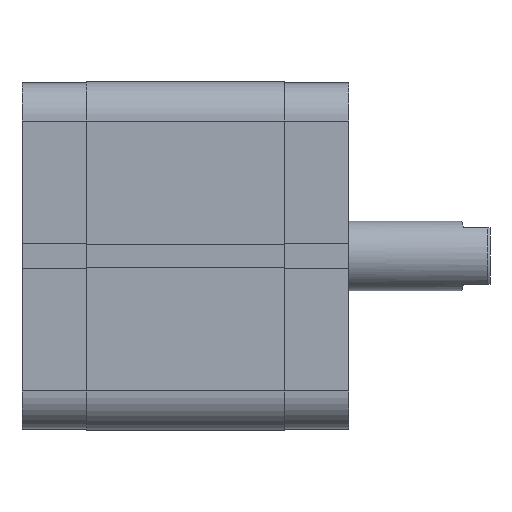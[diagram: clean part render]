
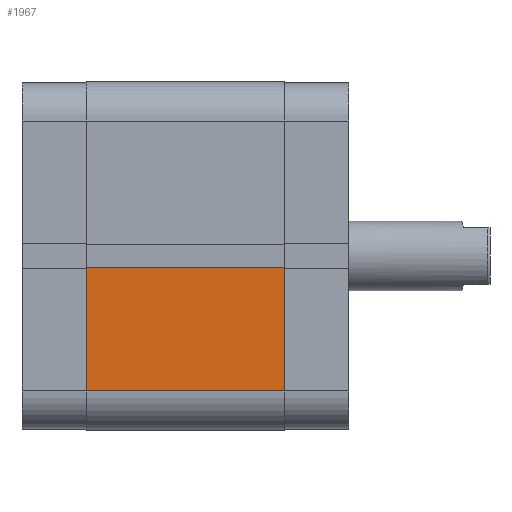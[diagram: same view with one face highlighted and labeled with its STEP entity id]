
A CAD part, front view. The second image highlights one B-rep face of the part: STEP entity #1967.
In plain terms, the highlighted planar face has unit normal (0, -1, 0).
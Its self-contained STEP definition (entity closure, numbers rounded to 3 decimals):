
#159 = EDGE_CURVE ( 'NONE', #625, #633, #5295, .T. ) ;
#160 = EDGE_CURVE ( 'NONE', #625, #624, #5297, .T. ) ;
#163 = EDGE_CURVE ( 'NONE', #633, #679, #5303, .T. ) ;
#164 = EDGE_CURVE ( 'NONE', #624, #679, #5301, .T. ) ;
#624 = VERTEX_POINT ( 'NONE', #2228 ) ;
#625 = VERTEX_POINT ( 'NONE', #2229 ) ;
#633 = VERTEX_POINT ( 'NONE', #2237 ) ;
#679 = VERTEX_POINT ( 'NONE', #2283 ) ;
#1153 = CARTESIAN_POINT ( 'NONE',  ( 0., -40., 45.5 ) ) ;
#1154 = DIRECTION ( 'NONE',  ( 1., 0., 0. ) ) ;
#1155 = CARTESIAN_POINT ( 'NONE',  ( 0., -40., 0. ) ) ;
#1156 = CARTESIAN_POINT ( 'NONE',  ( -31., -40., 45.5 ) ) ;
#1157 = DIRECTION ( 'NONE',  ( 0., 0., -1. ) ) ;
#1163 = CARTESIAN_POINT ( 'NONE',  ( -2.6, -40., 45.5 ) ) ;
#1164 = DIRECTION ( 'NONE',  ( 0., 0., -1. ) ) ;
#1166 = DIRECTION ( 'NONE',  ( 1., 0., 0. ) ) ;
#1967 = ADVANCED_FACE ( 'NONE', ( #3717 ), #2528, .F. ) ;
#2228 = CARTESIAN_POINT ( 'NONE',  ( -31., -40., 0. ) ) ;
#2229 = CARTESIAN_POINT ( 'NONE',  ( -31., -40., 45.5 ) ) ;
#2237 = CARTESIAN_POINT ( 'NONE',  ( -2.6, -40., 45.5 ) ) ;
#2283 = CARTESIAN_POINT ( 'NONE',  ( -2.6, -40., 0. ) ) ;
#2527 = CARTESIAN_POINT ( 'NONE',  ( 0., -40., 45.5 ) ) ;
#2528 = PLANE ( 'NONE',  #6429 ) ;
#2530 = DIRECTION ( 'NONE',  ( 0., 1., 0. ) ) ;
#2531 = DIRECTION ( 'NONE',  ( 0., 0., 1. ) ) ;
#3459 = ORIENTED_EDGE ( 'NONE', *, *, #160, .T. ) ;
#3465 = ORIENTED_EDGE ( 'NONE', *, *, #163, .F. ) ;
#3493 = ORIENTED_EDGE ( 'NONE', *, *, #164, .T. ) ;
#3503 = ORIENTED_EDGE ( 'NONE', *, *, #159, .F. ) ;
#3624 = EDGE_LOOP ( 'NONE', ( #3493, #3465, #3503, #3459 ) ) ;
#3717 = FACE_OUTER_BOUND ( 'NONE', #3624, .T. ) ;
#5295 = LINE ( 'NONE', #1153, #5296 ) ;
#5296 = VECTOR ( 'NONE', #1154, 1000. ) ;
#5297 = LINE ( 'NONE', #1156, #5298 ) ;
#5298 = VECTOR ( 'NONE', #1157, 1000. ) ;
#5301 = LINE ( 'NONE', #1155, #5305 ) ;
#5303 = LINE ( 'NONE', #1163, #5304 ) ;
#5304 = VECTOR ( 'NONE', #1164, 1000. ) ;
#5305 = VECTOR ( 'NONE', #1166, 1000. ) ;
#6429 = AXIS2_PLACEMENT_3D ( 'NONE', #2527, #2530, #2531 ) ;
